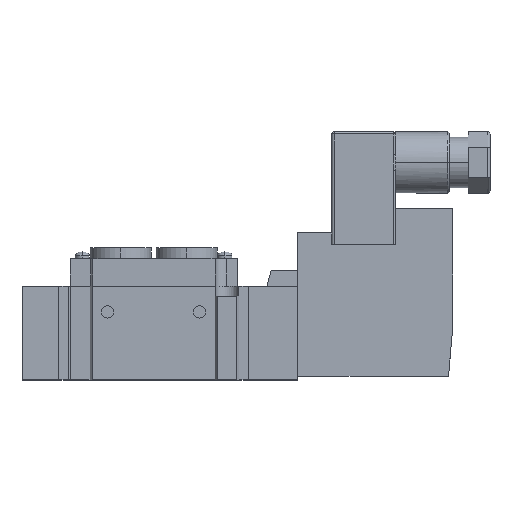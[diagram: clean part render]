
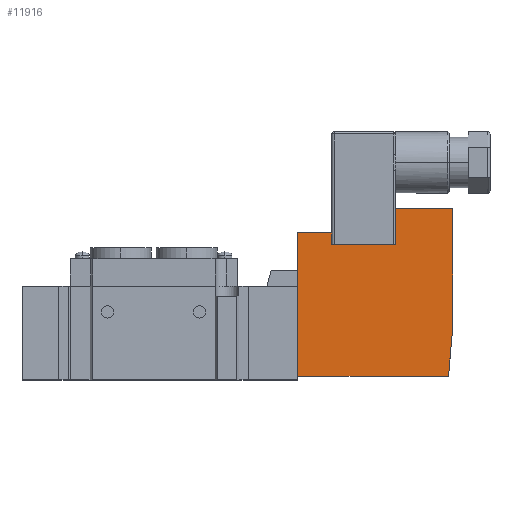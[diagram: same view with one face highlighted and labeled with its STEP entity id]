
A CAD part, top view. The second image highlights one B-rep face of the part: STEP entity #11916.
In plain terms, the highlighted planar face has unit normal (0, 0, 1).
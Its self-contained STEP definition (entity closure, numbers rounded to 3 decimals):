
#4918 = DIRECTION ( 'NONE',  ( 1., 0., 0. ) ) ;
#4919 = VECTOR ( 'NONE', #4918, 1000. ) ;
#4920 = CARTESIAN_POINT ( 'NONE',  ( 37.006, 0., 7.5 ) ) ;
#4925 = DIRECTION ( 'NONE',  ( 0.087, 0.996, 0. ) ) ;
#4929 = VECTOR ( 'NONE', #4925, 1000. ) ;
#4930 = CARTESIAN_POINT ( 'NONE',  ( 38.1, 12.5, 7.5 ) ) ;
#4931 = LINE ( 'NONE', #4930, #4929 ) ;
#4934 = LINE ( 'NONE', #4920, #4919 ) ;
#4937 = CARTESIAN_POINT ( 'NONE',  ( 0., 0., 7.5 ) ) ;
#4966 = CARTESIAN_POINT ( 'NONE',  ( 8.4, 32.3, 7.5 ) ) ;
#5003 = CARTESIAN_POINT ( 'NONE',  ( 37.006, 0., 7.5 ) ) ;
#5018 = DIRECTION ( 'NONE',  ( 1., 0., 0. ) ) ;
#5019 = VECTOR ( 'NONE', #5018, 1000. ) ;
#5020 = CARTESIAN_POINT ( 'NONE',  ( 23.9, 32.3, 7.5 ) ) ;
#5032 = LINE ( 'NONE', #5020, #5019 ) ;
#5045 = CARTESIAN_POINT ( 'NONE',  ( 23.9, 32.3, 7.5 ) ) ;
#5562 = CARTESIAN_POINT ( 'NONE',  ( 23.9, 41.2, 7.5 ) ) ;
#5568 = CARTESIAN_POINT ( 'NONE',  ( 38.1, 12.5, 7.5 ) ) ;
#5569 = CARTESIAN_POINT ( 'NONE',  ( 38.1, 41.2, 7.5 ) ) ;
#5622 = DIRECTION ( 'NONE',  ( -1., 0., 0. ) ) ;
#5623 = VECTOR ( 'NONE', #5622, 1000. ) ;
#5624 = CARTESIAN_POINT ( 'NONE',  ( 8.4, 35.2, 7.5 ) ) ;
#5625 = LINE ( 'NONE', #5624, #5623 ) ;
#5663 = DIRECTION ( 'NONE',  ( -1., 0., 0. ) ) ;
#5664 = VECTOR ( 'NONE', #5663, 1000. ) ;
#5665 = CARTESIAN_POINT ( 'NONE',  ( 8.4, 41.2, 7.5 ) ) ;
#5666 = LINE ( 'NONE', #5665, #5664 ) ;
#5726 = CARTESIAN_POINT ( 'NONE',  ( 8.4, 35.2, 7.5 ) ) ;
#5827 = CARTESIAN_POINT ( 'NONE',  ( 0., 35.2, 7.5 ) ) ;
#5829 = DIRECTION ( 'NONE',  ( 0., 1., 0. ) ) ;
#5830 = VECTOR ( 'NONE', #5829, 1000. ) ;
#5831 = CARTESIAN_POINT ( 'NONE',  ( 8.4, 32.3, 7.5 ) ) ;
#5834 = DIRECTION ( 'NONE',  ( 0., 1., 0. ) ) ;
#5835 = VECTOR ( 'NONE', #5834, 1000. ) ;
#5836 = CARTESIAN_POINT ( 'NONE',  ( 23.9, 32.3, 7.5 ) ) ;
#5839 = DIRECTION ( 'NONE',  ( -1., 0., 0. ) ) ;
#5840 = LINE ( 'NONE', #5836, #5835 ) ;
#5843 = LINE ( 'NONE', #5831, #5830 ) ;
#5846 = CARTESIAN_POINT ( 'NONE',  ( 0., 0., 7.5 ) ) ;
#5851 = PLANE ( 'NONE',  #5858 ) ;
#5854 = DIRECTION ( 'NONE',  ( 0., -1., 0. ) ) ;
#5855 = VECTOR ( 'NONE', #5854, 1000. ) ;
#5856 = CARTESIAN_POINT ( 'NONE',  ( 0., 0., 7.5 ) ) ;
#5857 = LINE ( 'NONE', #5856, #5855 ) ;
#5858 = AXIS2_PLACEMENT_3D ( 'NONE', #5846, #5964, #5839 ) ;
#5896 = DIRECTION ( 'NONE',  ( 0., 1., 0. ) ) ;
#5897 = VECTOR ( 'NONE', #5896, 1000. ) ;
#5898 = CARTESIAN_POINT ( 'NONE',  ( 38.1, 41.2, 7.5 ) ) ;
#5899 = LINE ( 'NONE', #5898, #5897 ) ;
#5963 = FACE_OUTER_BOUND ( 'NONE', #11907, .T. ) ;
#5964 = DIRECTION ( 'NONE',  ( 0., 0., -1. ) ) ;
#9645 = VERTEX_POINT ( 'NONE', #4966 ) ;
#9655 = VERTEX_POINT ( 'NONE', #5003 ) ;
#9659 = EDGE_CURVE ( 'NONE', #9645, #9725, #5032, .T. ) ;
#9700 = EDGE_CURVE ( 'NONE', #9655, #11872, #4931, .T. ) ;
#9701 = VERTEX_POINT ( 'NONE', #4937 ) ;
#9702 = EDGE_CURVE ( 'NONE', #9701, #9655, #4934, .T. ) ;
#9725 = VERTEX_POINT ( 'NONE', #5045 ) ;
#11855 = EDGE_CURVE ( 'NONE', #11867, #11869, #5666, .T. ) ;
#11859 = ORIENTED_EDGE ( 'NONE', *, *, #11917, .F. ) ;
#11867 = VERTEX_POINT ( 'NONE', #5569 ) ;
#11869 = VERTEX_POINT ( 'NONE', #5562 ) ;
#11872 = VERTEX_POINT ( 'NONE', #5568 ) ;
#11875 = EDGE_CURVE ( 'NONE', #11891, #11932, #5625, .T. ) ;
#11891 = VERTEX_POINT ( 'NONE', #5726 ) ;
#11907 = EDGE_LOOP ( 'NONE', ( #11919, #11859, #11964, #11963, #11914, #11920, #11965, #11966, #11922 ) ) ;
#11908 = EDGE_CURVE ( 'NONE', #11932, #9701, #5857, .T. ) ;
#11914 = ORIENTED_EDGE ( 'NONE', *, *, #11875, .T. ) ;
#11916 = ADVANCED_FACE ( 'NONE', ( #5963 ), #5851, .F. ) ;
#11917 = EDGE_CURVE ( 'NONE', #9725, #11869, #5840, .T. ) ;
#11918 = EDGE_CURVE ( 'NONE', #9645, #11891, #5843, .T. ) ;
#11919 = ORIENTED_EDGE ( 'NONE', *, *, #11855, .T. ) ;
#11920 = ORIENTED_EDGE ( 'NONE', *, *, #11908, .T. ) ;
#11922 = ORIENTED_EDGE ( 'NONE', *, *, #11949, .T. ) ;
#11932 = VERTEX_POINT ( 'NONE', #5827 ) ;
#11949 = EDGE_CURVE ( 'NONE', #11872, #11867, #5899, .T. ) ;
#11963 = ORIENTED_EDGE ( 'NONE', *, *, #11918, .T. ) ;
#11964 = ORIENTED_EDGE ( 'NONE', *, *, #9659, .F. ) ;
#11965 = ORIENTED_EDGE ( 'NONE', *, *, #9702, .T. ) ;
#11966 = ORIENTED_EDGE ( 'NONE', *, *, #9700, .T. ) ;
